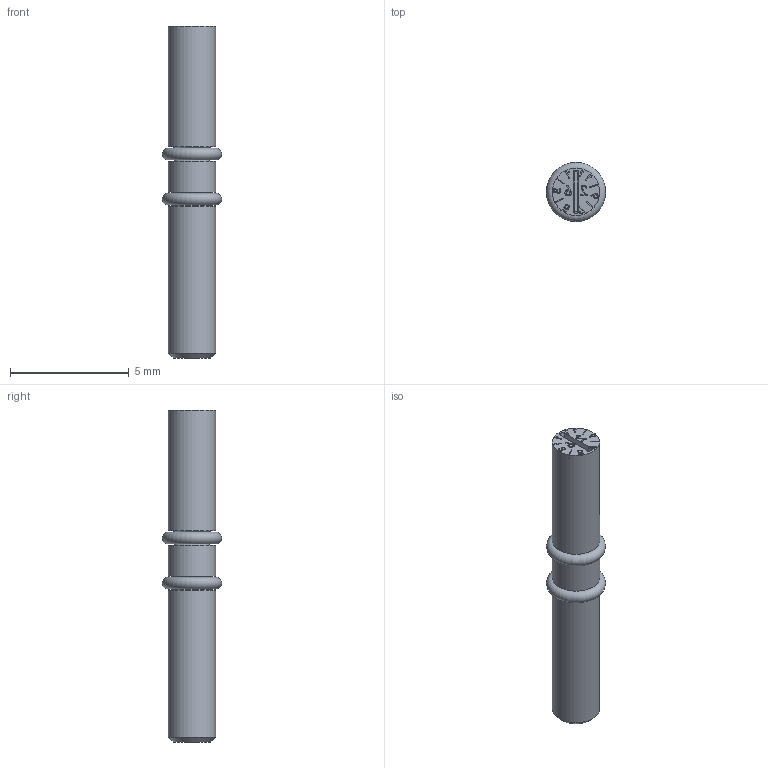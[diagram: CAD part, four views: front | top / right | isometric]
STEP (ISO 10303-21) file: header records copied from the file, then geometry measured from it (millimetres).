
FILE_DESCRIPTION(/* description */ (''),/* implementation_level */ '2;1');
FILE_NAME(/* name */ 'Dati-8000_A$2$Jahr.stp',/* time_stamp */ '2025-09-09T18:37:24+02:00',/* author */ ('olafg'),/* organization */ (''),/* preprocessor_version */ 'ST-DEVELOPER v20',/* originating_system */ 'Autodesk Inventor 2024',/* authorisation */ '');
FILE_SCHEMA (('AUTOMOTIVE_DESIGN { 1 0 10303 214 3 1 1 }'));
Length unit declared in the file: millimetre
Products named in the file (1): 8002-05-00 A Stelleinsatz
Bounding box: 2.5 x 2.5 x 14 mm (x, y, z)
Volume: 43.9 mm3; surface area: 120.9 mm2
Topology: 3 solids, 3 shells, 215 faces, 572 edges, 379 vertices
Faces by surface type: bspline 124, plane 75, torus 6, cone 5, cylinder 5
Full cylindrical faces by diameter (mm): 1.2 x2, 2 x3
Entity records: 7698 total; most frequent: CARTESIAN_POINT 3114, ORIENTED_EDGE 1144, EDGE_CURVE 572, DIRECTION 539, VERTEX_POINT 379, LINE 293, VECTOR 293, B_SPLINE_CURVE_WITH_KNOTS 248
